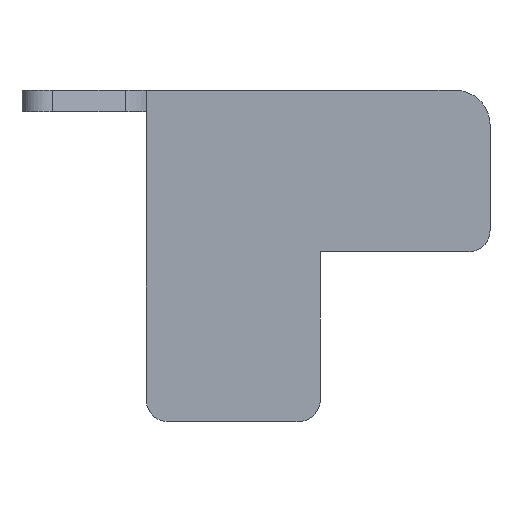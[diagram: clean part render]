
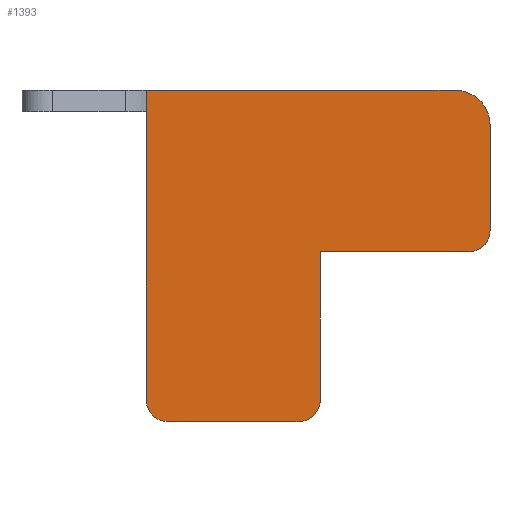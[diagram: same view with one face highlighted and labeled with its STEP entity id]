
A CAD part, front view. The second image highlights one B-rep face of the part: STEP entity #1393.
In plain terms, the highlighted planar face has unit normal (0, -1, 0).
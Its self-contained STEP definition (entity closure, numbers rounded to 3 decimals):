
#54=CIRCLE('',#1508,5.);
#55=CIRCLE('',#1510,5.);
#56=CIRCLE('',#1511,5.);
#57=CIRCLE('',#1512,8.);
#126=FACE_OUTER_BOUND('',#206,.T.);
#206=EDGE_LOOP('',(#1190,#1191,#1192,#1193,#1194,#1195,#1196,#1197,#1198,
#1199));
#335=LINE('',#2176,#500);
#346=LINE('',#2209,#511);
#374=LINE('',#2265,#539);
#375=LINE('',#2269,#540);
#376=LINE('',#2271,#541);
#377=LINE('',#2275,#542);
#500=VECTOR('',#1762,10.);
#511=VECTOR('',#1789,10.);
#539=VECTOR('',#1841,10.);
#540=VECTOR('',#1844,10.);
#541=VECTOR('',#1845,10.);
#542=VECTOR('',#1848,10.);
#653=VERTEX_POINT('',#2173);
#654=VERTEX_POINT('',#2175);
#668=VERTEX_POINT('',#2207);
#683=VERTEX_POINT('',#2260);
#684=VERTEX_POINT('',#2264);
#685=VERTEX_POINT('',#2266);
#686=VERTEX_POINT('',#2268);
#687=VERTEX_POINT('',#2270);
#688=VERTEX_POINT('',#2272);
#689=VERTEX_POINT('',#2274);
#819=EDGE_CURVE('',#654,#653,#335,.T.);
#836=EDGE_CURVE('',#668,#653,#346,.F.);
#864=EDGE_CURVE('',#683,#668,#54,.T.);
#865=EDGE_CURVE('',#684,#683,#374,.F.);
#866=EDGE_CURVE('',#685,#684,#55,.T.);
#867=EDGE_CURVE('',#685,#686,#375,.T.);
#868=EDGE_CURVE('',#686,#687,#376,.T.);
#869=EDGE_CURVE('',#688,#687,#56,.T.);
#870=EDGE_CURVE('',#688,#689,#377,.F.);
#871=EDGE_CURVE('',#654,#689,#57,.T.);
#1190=ORIENTED_EDGE('',*,*,#864,.F.);
#1191=ORIENTED_EDGE('',*,*,#865,.F.);
#1192=ORIENTED_EDGE('',*,*,#866,.F.);
#1193=ORIENTED_EDGE('',*,*,#867,.T.);
#1194=ORIENTED_EDGE('',*,*,#868,.T.);
#1195=ORIENTED_EDGE('',*,*,#869,.F.);
#1196=ORIENTED_EDGE('',*,*,#870,.T.);
#1197=ORIENTED_EDGE('',*,*,#871,.F.);
#1198=ORIENTED_EDGE('',*,*,#819,.T.);
#1199=ORIENTED_EDGE('',*,*,#836,.F.);
#1329=PLANE('',#1509);
#1393=ADVANCED_FACE('',(#126),#1329,.T.);
#1508=AXIS2_PLACEMENT_3D('',#2262,#1837,#1838);
#1509=AXIS2_PLACEMENT_3D('',#2263,#1839,#1840);
#1510=AXIS2_PLACEMENT_3D('',#2267,#1842,#1843);
#1511=AXIS2_PLACEMENT_3D('',#2273,#1846,#1847);
#1512=AXIS2_PLACEMENT_3D('',#2276,#1849,#1850);
#1762=DIRECTION('',(-1.,0.,0.));
#1789=DIRECTION('',(0.,0.,-1.));
#1837=DIRECTION('center_axis',(0.,1.,0.));
#1838=DIRECTION('ref_axis',(-0.707,0.,-0.707));
#1839=DIRECTION('center_axis',(0.,-1.,0.));
#1840=DIRECTION('ref_axis',(-1.,0.,0.));
#1841=DIRECTION('',(1.,0.,0.));
#1842=DIRECTION('center_axis',(0.,1.,0.));
#1843=DIRECTION('ref_axis',(0.707,0.,-0.707));
#1844=DIRECTION('',(0.,0.,1.));
#1845=DIRECTION('',(1.,0.,0.));
#1846=DIRECTION('center_axis',(0.,1.,0.));
#1847=DIRECTION('ref_axis',(0.707,0.,-0.707));
#1848=DIRECTION('',(0.,0.,-1.));
#1849=DIRECTION('center_axis',(0.,1.,0.));
#1850=DIRECTION('ref_axis',(0.707,0.,0.707));
#2173=CARTESIAN_POINT('',(34.467,25.088,0.));
#2175=CARTESIAN_POINT('',(107.467,25.088,0.));
#2176=CARTESIAN_POINT('',(30.567,25.088,0.));
#2207=CARTESIAN_POINT('',(34.467,25.088,-73.));
#2209=CARTESIAN_POINT('',(34.467,25.088,-17.));
#2260=CARTESIAN_POINT('',(39.467,25.088,-78.));
#2262=CARTESIAN_POINT('Origin',(39.467,25.088,-73.));
#2263=CARTESIAN_POINT('Origin',(10.186,25.088,-5.));
#2264=CARTESIAN_POINT('',(70.467,25.088,-78.));
#2265=CARTESIAN_POINT('',(56.827,25.088,-78.));
#2266=CARTESIAN_POINT('',(75.467,25.088,-73.));
#2267=CARTESIAN_POINT('Origin',(70.467,25.088,-73.));
#2268=CARTESIAN_POINT('',(75.467,25.088,-38.));
#2269=CARTESIAN_POINT('',(75.467,25.088,-21.5));
#2270=CARTESIAN_POINT('',(110.467,25.088,-38.));
#2271=CARTESIAN_POINT('',(62.827,25.088,-38.));
#2272=CARTESIAN_POINT('',(115.467,25.088,-33.));
#2273=CARTESIAN_POINT('Origin',(110.467,25.088,-33.));
#2274=CARTESIAN_POINT('',(115.467,25.088,-8.));
#2275=CARTESIAN_POINT('',(115.467,25.088,-2.));
#2276=CARTESIAN_POINT('Origin',(107.467,25.088,-8.));
